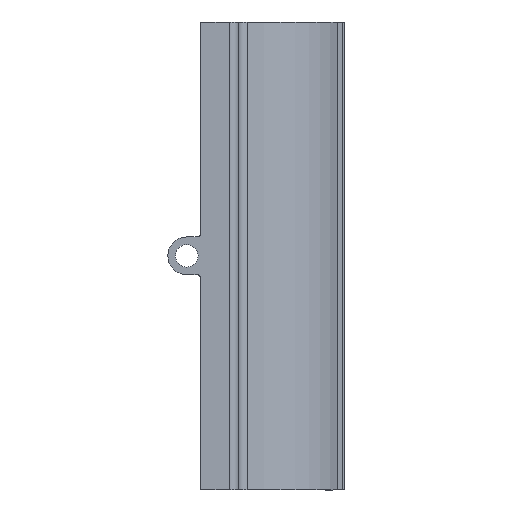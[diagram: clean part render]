
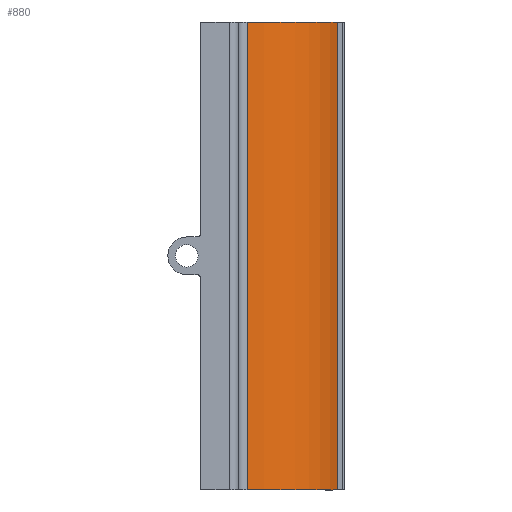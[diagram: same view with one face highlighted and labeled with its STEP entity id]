
A CAD part, top view. The second image highlights one B-rep face of the part: STEP entity #880.
In plain terms, the highlighted cylindrical face has radius 28 mm (diameter 56 mm), a partial arc.
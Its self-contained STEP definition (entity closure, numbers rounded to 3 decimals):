
#89=FACE_OUTER_BOUND('',#146,.T.);
#146=EDGE_LOOP('',(#769,#770,#771,#772));
#224=LINE('',#1517,#299);
#225=LINE('',#1520,#300);
#299=VECTOR('',#1234,44.5);
#300=VECTOR('',#1239,44.5);
#332=CIRCLE('',#949,28.);
#357=CIRCLE('',#980,28.);
#400=VERTEX_POINT('',#1400);
#401=VERTEX_POINT('',#1402);
#440=VERTEX_POINT('',#1497);
#441=VERTEX_POINT('',#1499);
#500=EDGE_CURVE('',#401,#400,#332,.T.);
#551=EDGE_CURVE('',#441,#440,#357,.F.);
#560=EDGE_CURVE('',#400,#441,#224,.T.);
#561=EDGE_CURVE('',#401,#440,#225,.T.);
#769=ORIENTED_EDGE('',*,*,#560,.T.);
#770=ORIENTED_EDGE('',*,*,#551,.T.);
#771=ORIENTED_EDGE('',*,*,#561,.F.);
#772=ORIENTED_EDGE('',*,*,#500,.T.);
#841=CYLINDRICAL_SURFACE('',#990,28.);
#880=ADVANCED_FACE('',(#89),#841,.T.);
#949=AXIS2_PLACEMENT_3D('',#1403,#1122,#1123);
#980=AXIS2_PLACEMENT_3D('',#1500,#1210,#1211);
#990=AXIS2_PLACEMENT_3D('',#1519,#1237,#1238);
#1122=DIRECTION('center_axis',(0.,1.,0.));
#1123=DIRECTION('ref_axis',(1.,0.,0.));
#1210=DIRECTION('center_axis',(0.,1.,0.));
#1211=DIRECTION('ref_axis',(1.,0.,0.));
#1234=DIRECTION('',(0.,1.,0.));
#1237=DIRECTION('center_axis',(0.,-1.,0.));
#1238=DIRECTION('ref_axis',(1.,0.,0.));
#1239=DIRECTION('',(0.,1.,0.));
#1400=CARTESIAN_POINT('',(-41.097,-62.,372.));
#1402=CARTESIAN_POINT('',(-64.955,-62.,389.906));
#1403=CARTESIAN_POINT('Origin',(-67.25,-62.,362.));
#1497=CARTESIAN_POINT('',(-64.955,62.,389.906));
#1499=CARTESIAN_POINT('',(-41.097,62.,372.));
#1500=CARTESIAN_POINT('Origin',(-67.25,62.,362.));
#1517=CARTESIAN_POINT('',(-41.097,-152.75,372.));
#1519=CARTESIAN_POINT('Origin',(-67.25,-152.75,362.));
#1520=CARTESIAN_POINT('',(-64.955,-152.75,389.906));
